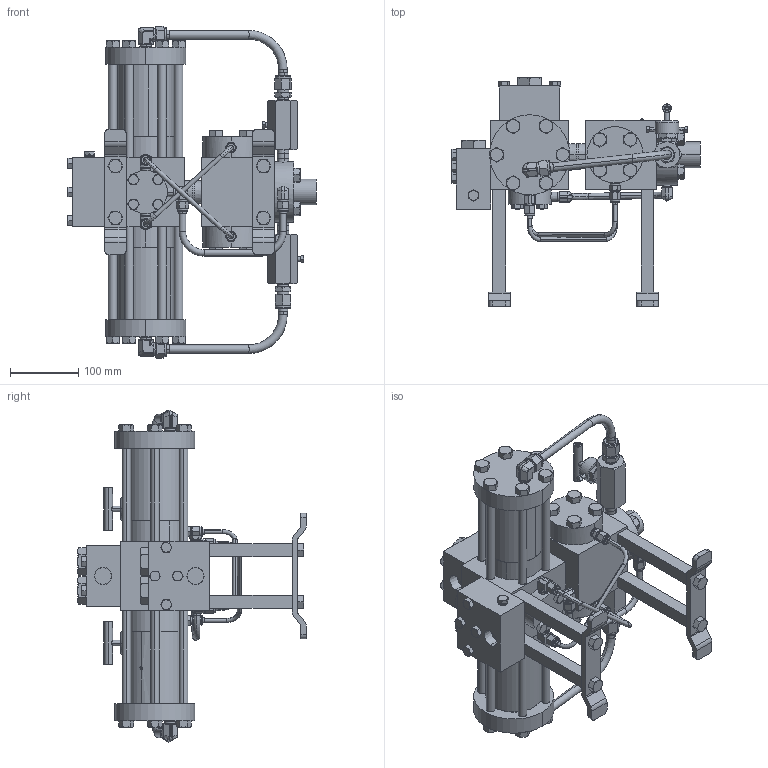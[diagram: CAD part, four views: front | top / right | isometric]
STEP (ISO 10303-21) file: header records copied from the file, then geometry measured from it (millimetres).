
FILE_DESCRIPTION (( 'STEP AP203' ), '1' );
FILE_NAME ('9020 PV GLYCOL PUMP (GAF).STEP', '2014-01-22T19:09:02', ( 'PCTech' ), ( 'Microsoft' ), 'SwSTEP 2.0', 'SolidWorks 2013', '' );
FILE_SCHEMA (( 'CONFIG_CONTROL_DESIGN' ));
Products named in the file (1): 9020 PV GLYCOL PUMP (GAF)
Bounding box: 365.56 x 335.74 x 487.54 mm (x, y, z)
Volume: 6852885 mm3; surface area: 588312.2 mm2
Topology: 1 solids, 1 shells, 2190 faces, 5233 edges, 3170 vertices
Faces by surface type: plane 934, cone 596, cylinder 399, bspline 177, torus 48, sphere 36
Entity records: 74660 total; most frequent: CARTESIAN_POINT 26563, ORIENTED_EDGE 10418, DIRECTION 9291, EDGE_CURVE 5209, AXIS2_PLACEMENT_3D 3530, VERTEX_POINT 3170, EDGE_LOOP 2379, VECTOR 2231
